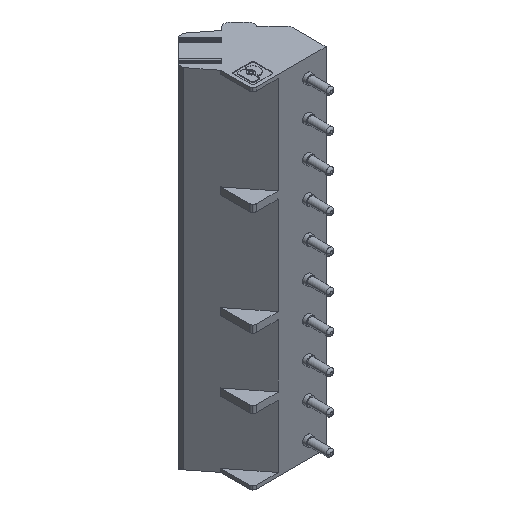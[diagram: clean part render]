
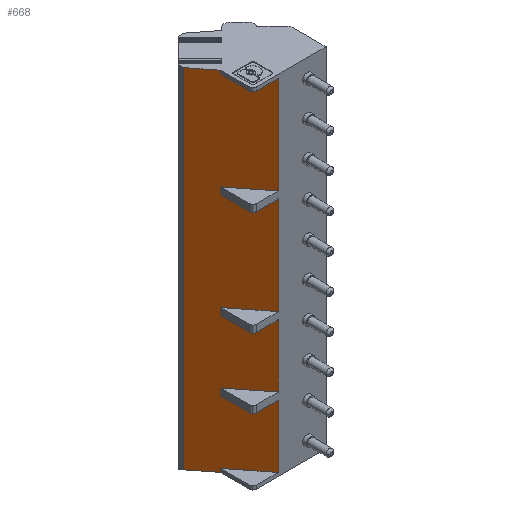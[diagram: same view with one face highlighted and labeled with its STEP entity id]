
A CAD part, isometric view. The second image highlights one B-rep face of the part: STEP entity #668.
In plain terms, the highlighted planar face has unit normal (-0.788, -0.616, 0).
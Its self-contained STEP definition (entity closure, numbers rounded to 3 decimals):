
#668=ADVANCED_FACE('',(#2150),#2151,.F.);
#2150=FACE_OUTER_BOUND('',#3876,.T.);
#2151=PLANE('',#3877);
#3876=EDGE_LOOP('',(#9369,#9370,#9371,#9372,#9373,#9374,#9375,#9376,#9377,#9378,#9379,#9380,#9381,#9382,#9383,#9384,#9385,#9386,#9387,#9388));
#3877=AXIS2_PLACEMENT_3D('',#9389,#9390,#9391);
#9369=ORIENTED_EDGE('',*,*,#13075,.F.);
#9370=ORIENTED_EDGE('',*,*,#11211,.F.);
#9371=ORIENTED_EDGE('',*,*,#13082,.F.);
#9372=ORIENTED_EDGE('',*,*,#13078,.F.);
#9373=ORIENTED_EDGE('',*,*,#11943,.F.);
#9374=ORIENTED_EDGE('',*,*,#13083,.F.);
#9375=ORIENTED_EDGE('',*,*,#13084,.F.);
#9376=ORIENTED_EDGE('',*,*,#13085,.F.);
#9377=ORIENTED_EDGE('',*,*,#11939,.F.);
#9378=ORIENTED_EDGE('',*,*,#13073,.F.);
#9379=ORIENTED_EDGE('',*,*,#13071,.F.);
#9380=ORIENTED_EDGE('',*,*,#11696,.F.);
#9381=ORIENTED_EDGE('',*,*,#11937,.F.);
#9382=ORIENTED_EDGE('',*,*,#11886,.F.);
#9383=ORIENTED_EDGE('',*,*,#12138,.F.);
#9384=ORIENTED_EDGE('',*,*,#12132,.F.);
#9385=ORIENTED_EDGE('',*,*,#11934,.F.);
#9386=ORIENTED_EDGE('',*,*,#11928,.F.);
#9387=ORIENTED_EDGE('',*,*,#11441,.F.);
#9388=ORIENTED_EDGE('',*,*,#12022,.F.);
#9389=CARTESIAN_POINT('',(61.527,40.27,99.014));
#9390=DIRECTION('',(0.788,0.616,0.));
#9391=DIRECTION('',(0.,0.,1.0));
#11211=EDGE_CURVE('',#13394,#13396,#13397,.T.);
#11441=EDGE_CURVE('',#13830,#13832,#13833,.T.);
#11696=EDGE_CURVE('',#14262,#14264,#14265,.T.);
#11886=EDGE_CURVE('',#14563,#14564,#14565,.T.);
#11928=EDGE_CURVE('',#13832,#14622,#14623,.T.);
#11934=EDGE_CURVE('',#14622,#14632,#14633,.T.);
#11937=EDGE_CURVE('',#14564,#14262,#14637,.T.);
#11939=EDGE_CURVE('',#14638,#14640,#14641,.T.);
#11943=EDGE_CURVE('',#14646,#14648,#14649,.T.);
#12022=EDGE_CURVE('',#14782,#13830,#14784,.T.);
#12132=EDGE_CURVE('',#14632,#14966,#14967,.T.);
#12138=EDGE_CURVE('',#14966,#14563,#14975,.T.);
#13071=EDGE_CURVE('',#14264,#16478,#16479,.T.);
#13073=EDGE_CURVE('',#16478,#14638,#16481,.T.);
#13075=EDGE_CURVE('',#13396,#14782,#16483,.T.);
#13078=EDGE_CURVE('',#14648,#16487,#16488,.T.);
#13082=EDGE_CURVE('',#16487,#13394,#16493,.T.);
#13083=EDGE_CURVE('',#16494,#14646,#16495,.T.);
#13084=EDGE_CURVE('',#16496,#16494,#16497,.T.);
#13085=EDGE_CURVE('',#14640,#16496,#16498,.T.);
#13394=VERTEX_POINT('',#17043);
#13396=VERTEX_POINT('',#17046);
#13397=LINE('',#17047,#17048);
#13830=VERTEX_POINT('',#17876);
#13832=VERTEX_POINT('',#17879);
#13833=LINE('',#17880,#17881);
#14262=VERTEX_POINT('',#18759);
#14264=VERTEX_POINT('',#18762);
#14265=LINE('',#18763,#18764);
#14563=VERTEX_POINT('',#19587);
#14564=VERTEX_POINT('',#19588);
#14565=LINE('',#19589,#19590);
#14622=VERTEX_POINT('',#19799);
#14623=LINE('',#19800,#19801);
#14632=VERTEX_POINT('',#19814);
#14633=LINE('',#19815,#19816);
#14637=LINE('',#19822,#19823);
#14638=VERTEX_POINT('',#19824);
#14640=VERTEX_POINT('',#19827);
#14641=LINE('',#19828,#19829);
#14646=VERTEX_POINT('',#19836);
#14648=VERTEX_POINT('',#19839);
#14649=LINE('',#19840,#19841);
#14782=VERTEX_POINT('',#20002);
#14784=LINE('',#20005,#20006);
#14966=VERTEX_POINT('',#20252);
#14967=LINE('',#20253,#20254);
#14975=LINE('',#20287,#20288);
#16478=VERTEX_POINT('',#23597);
#16479=LINE('',#23598,#23599);
#16481=LINE('',#23602,#23603);
#16483=LINE('',#23605,#23606);
#16487=VERTEX_POINT('',#23611);
#16488=LINE('',#23612,#23613);
#16493=LINE('',#23620,#23621);
#16494=VERTEX_POINT('',#23622);
#16495=LINE('',#23623,#23624);
#16496=VERTEX_POINT('',#23625);
#16497=LINE('',#23626,#23627);
#16498=LINE('',#23628,#23629);
#17043=CARTESIAN_POINT('',(59.027,43.47,94.014));
#17046=CARTESIAN_POINT('',(56.713,46.431,94.014));
#17047=CARTESIAN_POINT('',(53.114,51.038,94.014));
#17048=VECTOR('',#25245,1.0);
#17876=CARTESIAN_POINT('',(59.027,43.47,144.014));
#17879=CARTESIAN_POINT('',(59.027,43.47,143.514));
#17880=CARTESIAN_POINT('',(59.027,43.47,139.306));
#17881=VECTOR('',#25585,1.0);
#18759=CARTESIAN_POINT('',(62.672,38.805,114.514));
#18762=CARTESIAN_POINT('',(59.027,43.47,114.514));
#18763=CARTESIAN_POINT('',(53.114,51.038,114.514));
#18764=VECTOR('',#26006,1.0);
#19587=CARTESIAN_POINT('',(59.027,43.47,128.514));
#19588=CARTESIAN_POINT('',(62.672,38.805,128.514));
#19589=CARTESIAN_POINT('',(53.114,51.038,128.514));
#19590=VECTOR('',#26316,1.0);
#19799=CARTESIAN_POINT('',(62.672,38.805,143.514));
#19800=CARTESIAN_POINT('',(53.114,51.038,143.514));
#19801=VECTOR('',#26385,1.0);
#19814=CARTESIAN_POINT('',(62.672,38.805,129.514));
#19815=CARTESIAN_POINT('',(62.672,38.805,144.306));
#19816=VECTOR('',#26393,1.0);
#19822=CARTESIAN_POINT('',(62.672,38.805,129.306));
#19823=VECTOR('',#26396,1.0);
#19824=CARTESIAN_POINT('',(62.672,38.805,113.514));
#19827=CARTESIAN_POINT('',(62.672,38.805,104.514));
#19828=CARTESIAN_POINT('',(62.672,38.805,114.306));
#19829=VECTOR('',#26398,1.0);
#19836=CARTESIAN_POINT('',(62.672,38.805,103.514));
#19839=CARTESIAN_POINT('',(62.672,38.805,94.514));
#19840=CARTESIAN_POINT('',(62.672,38.805,104.306));
#19841=VECTOR('',#26402,1.0);
#20002=CARTESIAN_POINT('',(56.713,46.431,144.014));
#20005=CARTESIAN_POINT('',(53.114,51.038,144.014));
#20006=VECTOR('',#26579,1.0);
#20252=CARTESIAN_POINT('',(59.027,43.47,129.514));
#20253=CARTESIAN_POINT('',(53.114,51.038,129.514));
#20254=VECTOR('',#26779,1.0);
#20287=CARTESIAN_POINT('',(59.027,43.47,139.306));
#20288=VECTOR('',#26787,1.0);
#23597=CARTESIAN_POINT('',(59.027,43.47,113.514));
#23598=CARTESIAN_POINT('',(59.027,43.47,109.306));
#23599=VECTOR('',#28297,1.0);
#23602=CARTESIAN_POINT('',(53.114,51.038,113.514));
#23603=VECTOR('',#28299,1.0);
#23605=CARTESIAN_POINT('',(56.713,46.431,102.457));
#23606=VECTOR('',#28303,1.0);
#23611=CARTESIAN_POINT('',(59.027,43.47,94.514));
#23612=CARTESIAN_POINT('',(53.114,51.038,94.514));
#23613=VECTOR('',#28308,1.0);
#23620=CARTESIAN_POINT('',(59.027,43.47,104.306));
#23621=VECTOR('',#28314,1.0);
#23622=CARTESIAN_POINT('',(59.027,43.47,103.514));
#23623=CARTESIAN_POINT('',(53.114,51.038,103.514));
#23624=VECTOR('',#28315,1.0);
#23625=CARTESIAN_POINT('',(59.027,43.47,104.514));
#23626=CARTESIAN_POINT('',(59.027,43.47,99.306));
#23627=VECTOR('',#28316,1.0);
#23628=CARTESIAN_POINT('',(53.114,51.038,104.514));
#23629=VECTOR('',#28317,1.0);
#25245=DIRECTION('',(-0.616,0.788,0.));
#25585=DIRECTION('',(0.,0.,-1.0));
#26006=DIRECTION('',(-0.616,0.788,0.));
#26316=DIRECTION('',(0.616,-0.788,0.));
#26385=DIRECTION('',(0.616,-0.788,0.));
#26393=DIRECTION('',(0.,0.,-1.0));
#26396=DIRECTION('',(0.,0.,-1.0));
#26398=DIRECTION('',(0.,0.,-1.0));
#26402=DIRECTION('',(0.,0.,-1.0));
#26579=DIRECTION('',(0.616,-0.788,0.));
#26779=DIRECTION('',(-0.616,0.788,0.));
#26787=DIRECTION('',(0.,0.,-1.0));
#28297=DIRECTION('',(0.,0.,-1.0));
#28299=DIRECTION('',(0.616,-0.788,0.));
#28303=DIRECTION('',(0.,0.,1.0));
#28308=DIRECTION('',(-0.616,0.788,0.));
#28314=DIRECTION('',(0.,0.,-1.0));
#28315=DIRECTION('',(0.616,-0.788,0.));
#28316=DIRECTION('',(0.,0.,-1.0));
#28317=DIRECTION('',(-0.616,0.788,0.));
